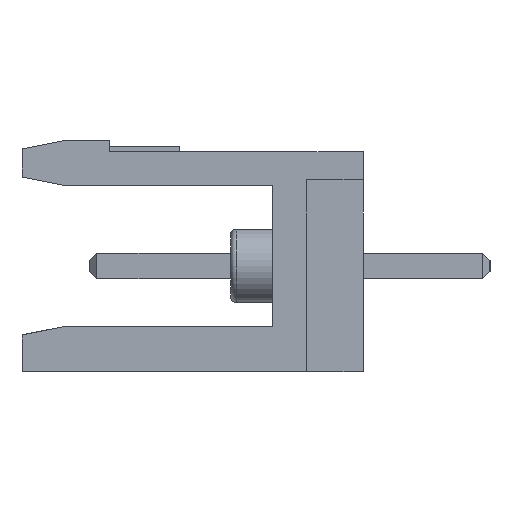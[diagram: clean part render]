
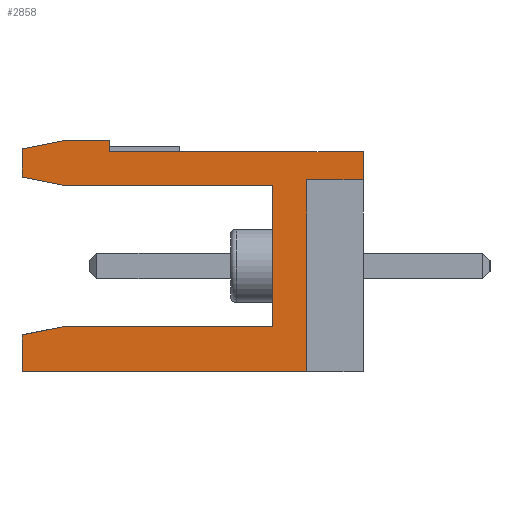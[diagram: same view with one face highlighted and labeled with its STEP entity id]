
A CAD part, left-side view. The second image highlights one B-rep face of the part: STEP entity #2858.
In plain terms, the highlighted planar face has unit normal (-1, 0, 0).
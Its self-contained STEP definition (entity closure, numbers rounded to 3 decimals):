
#159 = DIRECTION ( 'NONE',  ( 1., 0., 0. ) ) ;
#264 = EDGE_CURVE ( 'NONE', #3916, #3191, #12969, .T. ) ;
#326 = CARTESIAN_POINT ( 'NONE',  ( -43.18, 0., 3.05 ) ) ;
#434 = DIRECTION ( 'NONE',  ( 0., 0., -1. ) ) ;
#606 = CARTESIAN_POINT ( 'NONE',  ( -43.18, 3.2, 2.85 ) ) ;
#681 = LINE ( 'NONE', #326, #6386 ) ;
#856 = VECTOR ( 'NONE', #2358, 1000. ) ;
#870 = ORIENTED_EDGE ( 'NONE', *, *, #9697, .F. ) ;
#968 = CARTESIAN_POINT ( 'NONE',  ( -43.18, 0., 4.05 ) ) ;
#983 = VECTOR ( 'NONE', #7466, 1000. ) ;
#1353 = DIRECTION ( 'NONE',  ( 0., -0.981, 0.196 ) ) ;
#1357 = VERTEX_POINT ( 'NONE', #968 ) ;
#1399 = EDGE_CURVE ( 'NONE', #4635, #1357, #11444, .T. ) ;
#1412 = EDGE_CURVE ( 'NONE', #3191, #13548, #14118, .T. ) ;
#1479 = DIRECTION ( 'NONE',  ( 0., 1., 0. ) ) ;
#1606 = CARTESIAN_POINT ( 'NONE',  ( -43.18, 10.6, 4.45 ) ) ;
#1764 = VERTEX_POINT ( 'NONE', #3921 ) ;
#1846 = CARTESIAN_POINT ( 'NONE',  ( -43.18, 3.2, 2.85 ) ) ;
#2044 = EDGE_LOOP ( 'NONE', ( #870, #11318, #7022, #8713, #11015, #2861, #4783, #4999, #5267, #12928, #6509, #4932, #12610, #3199, #11307 ) ) ;
#2358 = DIRECTION ( 'NONE',  ( 0., -1., 0. ) ) ;
#2414 = LINE ( 'NONE', #12857, #7799 ) ;
#2451 = CARTESIAN_POINT ( 'NONE',  ( -43.18, 0., 0. ) ) ;
#2468 = VERTEX_POINT ( 'NONE', #9118 ) ;
#2498 = CARTESIAN_POINT ( 'NONE',  ( -43.18, 0., -3.75 ) ) ;
#2852 = CARTESIAN_POINT ( 'NONE',  ( -43.18, 0., 3.05 ) ) ;
#2858 = ADVANCED_FACE ( 'NONE', ( #11222 ), #3591, .F. ) ;
#2861 = ORIENTED_EDGE ( 'NONE', *, *, #5445, .F. ) ;
#3190 = VERTEX_POINT ( 'NONE', #4311 ) ;
#3191 = VERTEX_POINT ( 'NONE', #11131 ) ;
#3199 = ORIENTED_EDGE ( 'NONE', *, *, #8041, .F. ) ;
#3361 = CARTESIAN_POINT ( 'NONE',  ( -43.18, 12.1, 3.15 ) ) ;
#3370 = DIRECTION ( 'NONE',  ( 0., 0., 1. ) ) ;
#3385 = LINE ( 'NONE', #4170, #9101 ) ;
#3591 = PLANE ( 'NONE',  #10431 ) ;
#3801 = EDGE_CURVE ( 'NONE', #11763, #2468, #10029, .T. ) ;
#3916 = VERTEX_POINT ( 'NONE', #9519 ) ;
#3921 = CARTESIAN_POINT ( 'NONE',  ( -43.18, 12.1, -3.75 ) ) ;
#3969 = VECTOR ( 'NONE', #1353, 1000. ) ;
#4170 = CARTESIAN_POINT ( 'NONE',  ( -43.18, 2., 3.05 ) ) ;
#4243 = LINE ( 'NONE', #14791, #12941 ) ;
#4311 = CARTESIAN_POINT ( 'NONE',  ( -43.18, 2., -3.75 ) ) ;
#4635 = VERTEX_POINT ( 'NONE', #11320 ) ;
#4752 = DIRECTION ( 'NONE',  ( 0., 0., -1. ) ) ;
#4783 = ORIENTED_EDGE ( 'NONE', *, *, #7832, .F. ) ;
#4831 = LINE ( 'NONE', #14113, #10525 ) ;
#4932 = ORIENTED_EDGE ( 'NONE', *, *, #1412, .F. ) ;
#4999 = ORIENTED_EDGE ( 'NONE', *, *, #3801, .F. ) ;
#5064 = DIRECTION ( 'NONE',  ( 0., -1., 0. ) ) ;
#5241 = CARTESIAN_POINT ( 'NONE',  ( -43.18, 10.6, 2.85 ) ) ;
#5267 = ORIENTED_EDGE ( 'NONE', *, *, #6954, .F. ) ;
#5339 = CARTESIAN_POINT ( 'NONE',  ( -43.18, 12.1, 4.15 ) ) ;
#5445 = EDGE_CURVE ( 'NONE', #7209, #4635, #4831, .T. ) ;
#5570 = LINE ( 'NONE', #5241, #14651 ) ;
#5625 = CARTESIAN_POINT ( 'NONE',  ( -43.18, 6.5, 4.05 ) ) ;
#5920 = EDGE_CURVE ( 'NONE', #6651, #11944, #681, .T. ) ;
#5960 = LINE ( 'NONE', #1606, #11672 ) ;
#6386 = VECTOR ( 'NONE', #1479, 1000. ) ;
#6509 = ORIENTED_EDGE ( 'NONE', *, *, #7335, .F. ) ;
#6651 = VERTEX_POINT ( 'NONE', #2852 ) ;
#6903 = CARTESIAN_POINT ( 'NONE',  ( -43.18, 10.6, 2.85 ) ) ;
#6954 = EDGE_CURVE ( 'NONE', #13112, #11763, #4243, .T. ) ;
#6963 = LINE ( 'NONE', #9871, #9653 ) ;
#7022 = ORIENTED_EDGE ( 'NONE', *, *, #5920, .F. ) ;
#7209 = VERTEX_POINT ( 'NONE', #14029 ) ;
#7335 = EDGE_CURVE ( 'NONE', #13548, #10998, #10079, .T. ) ;
#7466 = DIRECTION ( 'NONE',  ( 0., 1., 0. ) ) ;
#7799 = VECTOR ( 'NONE', #14026, 1000. ) ;
#7832 = EDGE_CURVE ( 'NONE', #2468, #7209, #5960, .T. ) ;
#8041 = EDGE_CURVE ( 'NONE', #14073, #3916, #14153, .T. ) ;
#8063 = VECTOR ( 'NONE', #3370, 1000. ) ;
#8217 = CARTESIAN_POINT ( 'NONE',  ( -43.18, 12.1, 4.15 ) ) ;
#8237 = VECTOR ( 'NONE', #9318, 1000. ) ;
#8570 = DIRECTION ( 'NONE',  ( 0., 0., -1. ) ) ;
#8713 = ORIENTED_EDGE ( 'NONE', *, *, #14429, .F. ) ;
#9056 = DIRECTION ( 'NONE',  ( 0., 0., 1. ) ) ;
#9101 = VECTOR ( 'NONE', #8570, 1000. ) ;
#9118 = CARTESIAN_POINT ( 'NONE',  ( -43.18, 10.6, 4.45 ) ) ;
#9318 = DIRECTION ( 'NONE',  ( 0., 1., 0. ) ) ;
#9346 = EDGE_CURVE ( 'NONE', #1764, #14073, #6963, .T. ) ;
#9519 = CARTESIAN_POINT ( 'NONE',  ( -43.18, 10.6, -2.15 ) ) ;
#9652 = CARTESIAN_POINT ( 'NONE',  ( -43.18, 12.1, -2.45 ) ) ;
#9653 = VECTOR ( 'NONE', #14478, 1000. ) ;
#9697 = EDGE_CURVE ( 'NONE', #3190, #1764, #11257, .T. ) ;
#9871 = CARTESIAN_POINT ( 'NONE',  ( -43.18, 12.1, -3.75 ) ) ;
#10029 = LINE ( 'NONE', #8217, #3969 ) ;
#10079 = LINE ( 'NONE', #606, #983 ) ;
#10187 = CARTESIAN_POINT ( 'NONE',  ( -43.18, 3.2, -2.15 ) ) ;
#10431 = AXIS2_PLACEMENT_3D ( 'NONE', #2451, #159, #4752 ) ;
#10481 = EDGE_CURVE ( 'NONE', #10998, #13112, #5570, .T. ) ;
#10525 = VECTOR ( 'NONE', #434, 1000. ) ;
#10574 = EDGE_CURVE ( 'NONE', #11944, #3190, #3385, .T. ) ;
#10998 = VERTEX_POINT ( 'NONE', #6903 ) ;
#11015 = ORIENTED_EDGE ( 'NONE', *, *, #1399, .F. ) ;
#11131 = CARTESIAN_POINT ( 'NONE',  ( -43.18, 3.2, -2.15 ) ) ;
#11222 = FACE_OUTER_BOUND ( 'NONE', #2044, .T. ) ;
#11257 = LINE ( 'NONE', #2498, #8237 ) ;
#11307 = ORIENTED_EDGE ( 'NONE', *, *, #9346, .F. ) ;
#11318 = ORIENTED_EDGE ( 'NONE', *, *, #10574, .F. ) ;
#11320 = CARTESIAN_POINT ( 'NONE',  ( -43.18, 9., 4.05 ) ) ;
#11444 = LINE ( 'NONE', #5625, #14486 ) ;
#11484 = CARTESIAN_POINT ( 'NONE',  ( -43.18, 10.6, -2.15 ) ) ;
#11672 = VECTOR ( 'NONE', #5064, 1000. ) ;
#11763 = VERTEX_POINT ( 'NONE', #5339 ) ;
#11944 = VERTEX_POINT ( 'NONE', #14626 ) ;
#12610 = ORIENTED_EDGE ( 'NONE', *, *, #264, .F. ) ;
#12857 = CARTESIAN_POINT ( 'NONE',  ( -43.18, 0., 4.05 ) ) ;
#12928 = ORIENTED_EDGE ( 'NONE', *, *, #10481, .F. ) ;
#12941 = VECTOR ( 'NONE', #9056, 1000. ) ;
#12957 = CARTESIAN_POINT ( 'NONE',  ( -43.18, 12.1, -2.45 ) ) ;
#12969 = LINE ( 'NONE', #11484, #856 ) ;
#13112 = VERTEX_POINT ( 'NONE', #3361 ) ;
#13191 = DIRECTION ( 'NONE',  ( 0., 0.981, 0.196 ) ) ;
#13548 = VERTEX_POINT ( 'NONE', #1846 ) ;
#13777 = VECTOR ( 'NONE', #14122, 1000. ) ;
#14026 = DIRECTION ( 'NONE',  ( 0., 0., -1. ) ) ;
#14029 = CARTESIAN_POINT ( 'NONE',  ( -43.18, 9., 4.45 ) ) ;
#14073 = VERTEX_POINT ( 'NONE', #9652 ) ;
#14113 = CARTESIAN_POINT ( 'NONE',  ( -43.18, 9., 4.45 ) ) ;
#14118 = LINE ( 'NONE', #10187, #8063 ) ;
#14122 = DIRECTION ( 'NONE',  ( 0., -0.981, 0.196 ) ) ;
#14153 = LINE ( 'NONE', #12957, #13777 ) ;
#14429 = EDGE_CURVE ( 'NONE', #1357, #6651, #2414, .T. ) ;
#14478 = DIRECTION ( 'NONE',  ( 0., 0., 1. ) ) ;
#14486 = VECTOR ( 'NONE', #14737, 1000. ) ;
#14626 = CARTESIAN_POINT ( 'NONE',  ( -43.18, 2., 3.05 ) ) ;
#14651 = VECTOR ( 'NONE', #13191, 1000. ) ;
#14737 = DIRECTION ( 'NONE',  ( 0., -1., 0. ) ) ;
#14791 = CARTESIAN_POINT ( 'NONE',  ( -43.18, 12.1, 3.15 ) ) ;
